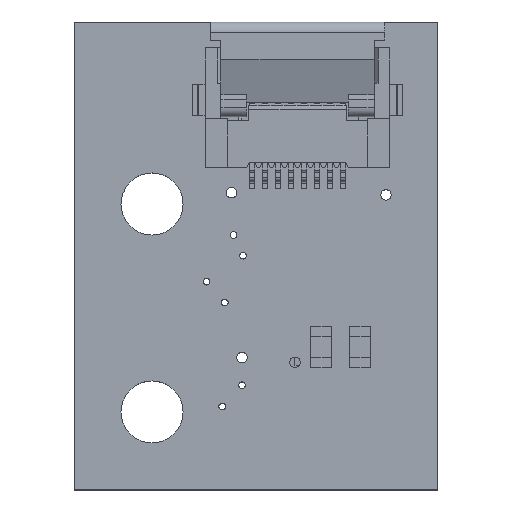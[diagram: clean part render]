
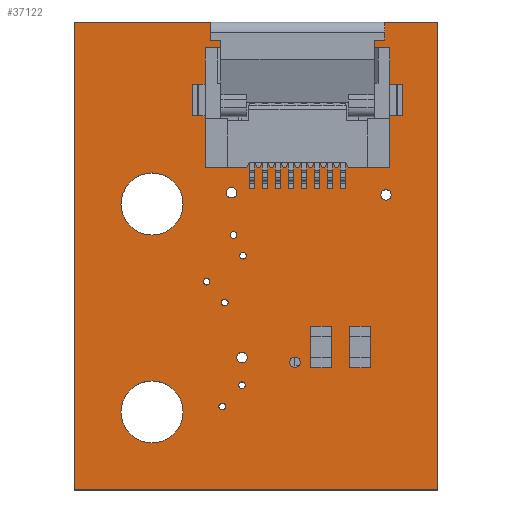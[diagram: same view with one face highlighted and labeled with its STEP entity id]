
A CAD part, top view. The second image highlights one B-rep face of the part: STEP entity #37122.
In plain terms, the highlighted planar face has unit normal (0, 0, 1).
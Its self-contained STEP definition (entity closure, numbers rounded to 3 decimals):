
#299=FACE_BOUND('',#4052,.T.);
#300=FACE_BOUND('',#4053,.T.);
#301=FACE_BOUND('',#4054,.T.);
#302=FACE_BOUND('',#4055,.T.);
#303=FACE_BOUND('',#4056,.T.);
#304=FACE_BOUND('',#4057,.T.);
#305=FACE_BOUND('',#4058,.T.);
#306=FACE_BOUND('',#4059,.T.);
#307=FACE_BOUND('',#4060,.T.);
#308=FACE_BOUND('',#4061,.T.);
#309=FACE_BOUND('',#4062,.T.);
#310=FACE_BOUND('',#4063,.T.);
#343=PLANE('',#39199);
#2112=FACE_OUTER_BOUND('',#4051,.T.);
#4051=EDGE_LOOP('',(#25685,#25686,#25687,#25688));
#4052=EDGE_LOOP('',(#25689));
#4053=EDGE_LOOP('',(#25690));
#4054=EDGE_LOOP('',(#25691));
#4055=EDGE_LOOP('',(#25692));
#4056=EDGE_LOOP('',(#25693));
#4057=EDGE_LOOP('',(#25694));
#4058=EDGE_LOOP('',(#25695));
#4059=EDGE_LOOP('',(#25696));
#4060=EDGE_LOOP('',(#25697));
#4061=EDGE_LOOP('',(#25698));
#4062=EDGE_LOOP('',(#25699));
#4063=EDGE_LOOP('',(#25700));
#6028=LINE('',#50970,#11184);
#6031=LINE('',#50976,#11187);
#6034=LINE('',#50982,#11190);
#6037=LINE('',#50986,#11193);
#11184=VECTOR('',#41442,10.);
#11187=VECTOR('',#41447,10.);
#11190=VECTOR('',#41452,10.);
#11193=VECTOR('',#41457,10.);
#16327=CIRCLE('',#39161,1.194);
#16329=CIRCLE('',#39164,0.203);
#16331=CIRCLE('',#39167,0.203);
#16333=CIRCLE('',#39170,0.127);
#16335=CIRCLE('',#39173,0.127);
#16337=CIRCLE('',#39176,0.127);
#16339=CIRCLE('',#39179,0.127);
#16341=CIRCLE('',#39182,0.127);
#16343=CIRCLE('',#39185,0.127);
#16345=CIRCLE('',#39188,0.203);
#16347=CIRCLE('',#39191,0.203);
#16349=CIRCLE('',#39194,1.194);
#16537=VERTEX_POINT('',#50894);
#16539=VERTEX_POINT('',#50900);
#16541=VERTEX_POINT('',#50906);
#16543=VERTEX_POINT('',#50912);
#16545=VERTEX_POINT('',#50918);
#16547=VERTEX_POINT('',#50924);
#16549=VERTEX_POINT('',#50930);
#16551=VERTEX_POINT('',#50936);
#16553=VERTEX_POINT('',#50942);
#16555=VERTEX_POINT('',#50948);
#16557=VERTEX_POINT('',#50954);
#16559=VERTEX_POINT('',#50960);
#16562=VERTEX_POINT('',#50967);
#16563=VERTEX_POINT('',#50969);
#16565=VERTEX_POINT('',#50975);
#16567=VERTEX_POINT('',#50981);
#20114=EDGE_CURVE('',#16537,#16537,#16327,.T.);
#20117=EDGE_CURVE('',#16539,#16539,#16329,.T.);
#20120=EDGE_CURVE('',#16541,#16541,#16331,.T.);
#20123=EDGE_CURVE('',#16543,#16543,#16333,.T.);
#20126=EDGE_CURVE('',#16545,#16545,#16335,.T.);
#20129=EDGE_CURVE('',#16547,#16547,#16337,.T.);
#20132=EDGE_CURVE('',#16549,#16549,#16339,.T.);
#20135=EDGE_CURVE('',#16551,#16551,#16341,.T.);
#20138=EDGE_CURVE('',#16553,#16553,#16343,.T.);
#20141=EDGE_CURVE('',#16555,#16555,#16345,.T.);
#20144=EDGE_CURVE('',#16557,#16557,#16347,.T.);
#20147=EDGE_CURVE('',#16559,#16559,#16349,.T.);
#20150=EDGE_CURVE('',#16563,#16562,#6028,.T.);
#20153=EDGE_CURVE('',#16565,#16563,#6031,.T.);
#20156=EDGE_CURVE('',#16567,#16565,#6034,.T.);
#20159=EDGE_CURVE('',#16562,#16567,#6037,.T.);
#25685=ORIENTED_EDGE('',*,*,#20159,.T.);
#25686=ORIENTED_EDGE('',*,*,#20156,.T.);
#25687=ORIENTED_EDGE('',*,*,#20153,.T.);
#25688=ORIENTED_EDGE('',*,*,#20150,.T.);
#25689=ORIENTED_EDGE('',*,*,#20114,.T.);
#25690=ORIENTED_EDGE('',*,*,#20117,.T.);
#25691=ORIENTED_EDGE('',*,*,#20120,.T.);
#25692=ORIENTED_EDGE('',*,*,#20123,.T.);
#25693=ORIENTED_EDGE('',*,*,#20126,.T.);
#25694=ORIENTED_EDGE('',*,*,#20129,.T.);
#25695=ORIENTED_EDGE('',*,*,#20132,.T.);
#25696=ORIENTED_EDGE('',*,*,#20135,.T.);
#25697=ORIENTED_EDGE('',*,*,#20138,.T.);
#25698=ORIENTED_EDGE('',*,*,#20141,.T.);
#25699=ORIENTED_EDGE('',*,*,#20144,.T.);
#25700=ORIENTED_EDGE('',*,*,#20147,.T.);
#37122=ADVANCED_FACE('',(#2112,#299,#300,#301,#302,#303,#304,#305,#306,
#307,#308,#309,#310),#343,.T.);
#39161=AXIS2_PLACEMENT_3D('',#50896,#41359,#41360);
#39164=AXIS2_PLACEMENT_3D('',#50902,#41366,#41367);
#39167=AXIS2_PLACEMENT_3D('',#50908,#41373,#41374);
#39170=AXIS2_PLACEMENT_3D('',#50914,#41380,#41381);
#39173=AXIS2_PLACEMENT_3D('',#50920,#41387,#41388);
#39176=AXIS2_PLACEMENT_3D('',#50926,#41394,#41395);
#39179=AXIS2_PLACEMENT_3D('',#50932,#41401,#41402);
#39182=AXIS2_PLACEMENT_3D('',#50938,#41408,#41409);
#39185=AXIS2_PLACEMENT_3D('',#50944,#41415,#41416);
#39188=AXIS2_PLACEMENT_3D('',#50950,#41422,#41423);
#39191=AXIS2_PLACEMENT_3D('',#50956,#41429,#41430);
#39194=AXIS2_PLACEMENT_3D('',#50962,#41436,#41437);
#39199=AXIS2_PLACEMENT_3D('',#50987,#41458,#41459);
#41359=DIRECTION('center_axis',(0.,0.,-1.));
#41360=DIRECTION('ref_axis',(-1.,0.,0.));
#41366=DIRECTION('center_axis',(0.,0.,-1.));
#41367=DIRECTION('ref_axis',(1.,0.,0.));
#41373=DIRECTION('center_axis',(0.,0.,-1.));
#41374=DIRECTION('ref_axis',(1.,0.,0.));
#41380=DIRECTION('center_axis',(0.,0.,-1.));
#41381=DIRECTION('ref_axis',(1.,0.,0.));
#41387=DIRECTION('center_axis',(0.,0.,-1.));
#41388=DIRECTION('ref_axis',(1.,0.,0.));
#41394=DIRECTION('center_axis',(0.,0.,-1.));
#41395=DIRECTION('ref_axis',(1.,0.,0.));
#41401=DIRECTION('center_axis',(0.,0.,-1.));
#41402=DIRECTION('ref_axis',(1.,0.,0.));
#41408=DIRECTION('center_axis',(0.,0.,-1.));
#41409=DIRECTION('ref_axis',(1.,0.,0.));
#41415=DIRECTION('center_axis',(0.,0.,-1.));
#41416=DIRECTION('ref_axis',(1.,0.,0.));
#41422=DIRECTION('center_axis',(0.,0.,-1.));
#41423=DIRECTION('ref_axis',(1.,0.,0.));
#41429=DIRECTION('center_axis',(0.,0.,-1.));
#41430=DIRECTION('ref_axis',(1.,0.,0.));
#41436=DIRECTION('center_axis',(0.,0.,-1.));
#41437=DIRECTION('ref_axis',(-1.,0.,0.));
#41442=DIRECTION('',(1.,0.,0.));
#41447=DIRECTION('',(0.,-1.,0.));
#41452=DIRECTION('',(-1.,0.,0.));
#41457=DIRECTION('',(0.,1.,0.));
#41458=DIRECTION('center_axis',(0.,0.,1.));
#41459=DIRECTION('ref_axis',(1.,0.,0.));
#50894=CARTESIAN_POINT('',(4.194,11.,1.53));
#50896=CARTESIAN_POINT('Origin',(3.,11.,1.53));
#50900=CARTESIAN_POINT('',(6.257,5.095,1.53));
#50902=CARTESIAN_POINT('Origin',(6.46,5.095,1.53));
#50906=CARTESIAN_POINT('',(8.297,4.91,1.53));
#50908=CARTESIAN_POINT('Origin',(8.5,4.91,1.53));
#50912=CARTESIAN_POINT('',(5.573,3.21,1.53));
#50914=CARTESIAN_POINT('Origin',(5.7,3.21,1.53));
#50918=CARTESIAN_POINT('',(6.373,9.01,1.53));
#50920=CARTESIAN_POINT('Origin',(6.5,9.01,1.53));
#50924=CARTESIAN_POINT('',(4.973,8.01,1.53));
#50926=CARTESIAN_POINT('Origin',(5.1,8.01,1.53));
#50930=CARTESIAN_POINT('',(6.013,9.81,1.53));
#50932=CARTESIAN_POINT('Origin',(6.14,9.81,1.53));
#50936=CARTESIAN_POINT('',(5.673,7.21,1.53));
#50938=CARTESIAN_POINT('Origin',(5.8,7.21,1.53));
#50942=CARTESIAN_POINT('',(6.337,4.029,1.53));
#50944=CARTESIAN_POINT('Origin',(6.464,4.029,1.53));
#50948=CARTESIAN_POINT('',(11.797,11.35,1.53));
#50950=CARTESIAN_POINT('Origin',(12.,11.35,1.53));
#50954=CARTESIAN_POINT('',(5.857,11.435,1.53));
#50956=CARTESIAN_POINT('Origin',(6.06,11.435,1.53));
#50960=CARTESIAN_POINT('',(4.194,3.,1.53));
#50962=CARTESIAN_POINT('Origin',(3.,3.,1.53));
#50967=CARTESIAN_POINT('',(14.,0.,1.53));
#50969=CARTESIAN_POINT('',(0.,0.,1.53));
#50970=CARTESIAN_POINT('',(0.,0.,1.53));
#50975=CARTESIAN_POINT('',(0.,18.,1.53));
#50976=CARTESIAN_POINT('',(0.,18.,1.53));
#50981=CARTESIAN_POINT('',(14.,18.,1.53));
#50982=CARTESIAN_POINT('',(14.,18.,1.53));
#50986=CARTESIAN_POINT('',(14.,0.,1.53));
#50987=CARTESIAN_POINT('Origin',(7.,9.,1.53));
